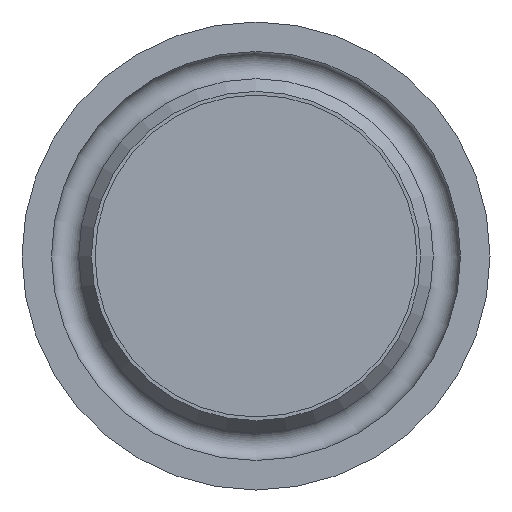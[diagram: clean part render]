
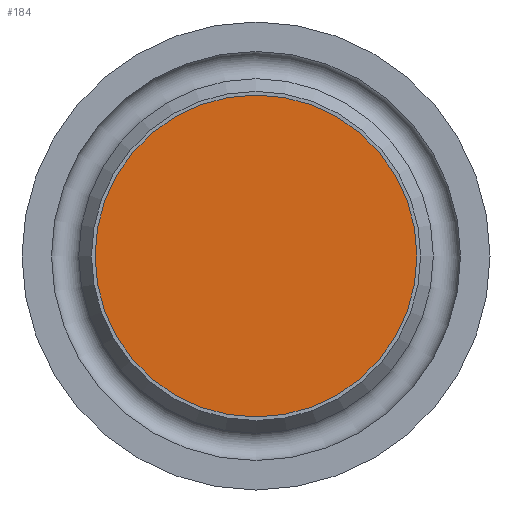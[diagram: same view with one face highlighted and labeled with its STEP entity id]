
A CAD part, front view. The second image highlights one B-rep face of the part: STEP entity #184.
In plain terms, the highlighted planar face has unit normal (0, -1, 0).
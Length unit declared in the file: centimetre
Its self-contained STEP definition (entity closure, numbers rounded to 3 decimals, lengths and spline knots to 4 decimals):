
#41=FACE_OUTER_BOUND('',#58,.T.);
#58=EDGE_LOOP('',(#133));
#86=CIRCLE('',#203,0.86);
#101=VERTEX_POINT('',#300);
#116=EDGE_CURVE('',#101,#101,#86,.T.);
#133=ORIENTED_EDGE('',*,*,#116,.T.);
#161=PLANE('',#205);
#184=ADVANCED_FACE('',(#41),#161,.T.);
#203=AXIS2_PLACEMENT_3D('',#301,#239,#240);
#205=AXIS2_PLACEMENT_3D('',#304,#243,#244);
#239=DIRECTION('center_axis',(0.,-1.,0.));
#240=DIRECTION('ref_axis',(1.,0.,0.));
#243=DIRECTION('center_axis',(0.,-1.,0.));
#244=DIRECTION('ref_axis',(0.,0.,-1.));
#300=CARTESIAN_POINT('',(0.86,0.0832,0.));
#301=CARTESIAN_POINT('Origin',(0.,0.0832,0.));
#304=CARTESIAN_POINT('Origin',(0.805,0.0832,0.));
